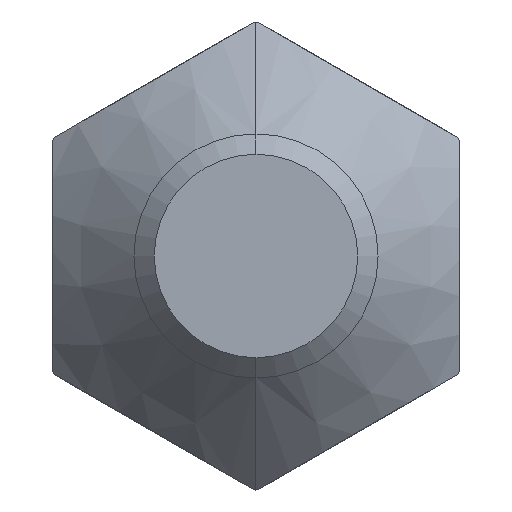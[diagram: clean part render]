
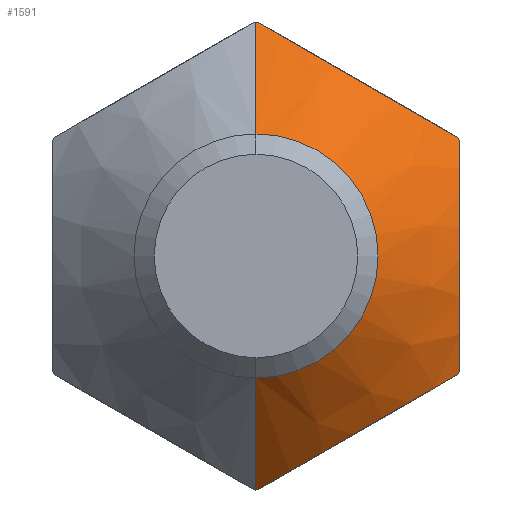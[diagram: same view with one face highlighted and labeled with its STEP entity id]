
A CAD part, front view. The second image highlights one B-rep face of the part: STEP entity #1591.
In plain terms, the highlighted conical face has half-angle 45 degrees and reference radius 5.75 mm.
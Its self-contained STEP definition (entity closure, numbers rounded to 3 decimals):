
#5 = CARTESIAN_POINT ( 'NONE',  ( 0., -87.25, 0. ) ) ;
#20 = VECTOR ( 'NONE', #1089, 1000. ) ;
#78 = CARTESIAN_POINT ( 'NONE',  ( 0.041, -87.25, -5.75 ) ) ;
#105 = CARTESIAN_POINT ( 'NONE',  ( 5., -88.001, 0.485 ) ) ;
#148 = CONICAL_SURFACE ( 'NONE', #467, 5.75, 0.785 ) ;
#180 = VERTEX_POINT ( 'NONE', #524 ) ;
#201 = DIRECTION ( 'NONE',  ( 0., 0., 1. ) ) ;
#218 = CARTESIAN_POINT ( 'NONE',  ( 0., -87.25, 0. ) ) ;
#251 = AXIS2_PLACEMENT_3D ( 'NONE', #5, #2974, #755 ) ;
#284 = CARTESIAN_POINT ( 'NONE',  ( 4.959, -87.25, 2.91 ) ) ;
#325 = CARTESIAN_POINT ( 'NONE',  ( 5., -87.25, 2.839 ) ) ;
#362 = EDGE_CURVE ( 'NONE', #2217, #1421, #2590, .T. ) ;
#454 = CARTESIAN_POINT ( 'NONE',  ( 4.959, -87.25, -2.91 ) ) ;
#467 = AXIS2_PLACEMENT_3D ( 'NONE', #2541, #3702, #201 ) ;
#472 = CARTESIAN_POINT ( 'NONE',  ( 5., -87.907, -0.997 ) ) ;
#487 = CARTESIAN_POINT ( 'NONE',  ( 5., -87.469, -2.395 ) ) ;
#524 = CARTESIAN_POINT ( 'NONE',  ( 0.041, -87.25, 5.75 ) ) ;
#547 = DIRECTION ( 'NONE',  ( 0., -1., 0. ) ) ;
#651 = VERTEX_POINT ( 'NONE', #454 ) ;
#661 = CARTESIAN_POINT ( 'NONE',  ( 4.181, -87.656, 3.36 ) ) ;
#722 = CARTESIAN_POINT ( 'NONE',  ( 3.57, -87.855, 3.712 ) ) ;
#755 = DIRECTION ( 'NONE',  ( 0., 0., 1. ) ) ;
#799 = EDGE_CURVE ( 'NONE', #1083, #1421, #5013, .T. ) ;
#834 = EDGE_CURVE ( 'NONE', #651, #1083, #3872, .T. ) ;
#911 = CARTESIAN_POINT ( 'NONE',  ( 0., -90., 0. ) ) ;
#915 = CARTESIAN_POINT ( 'NONE',  ( 2.277, -87.999, -4.459 ) ) ;
#927 = CARTESIAN_POINT ( 'NONE',  ( 2.92, -88.001, -4.088 ) ) ;
#956 = EDGE_CURVE ( 'NONE', #1743, #4315, #3561, .T. ) ;
#1022 = EDGE_CURVE ( 'NONE', #3630, #651, #3494, .T. ) ;
#1083 = VERTEX_POINT ( 'NONE', #3601 ) ;
#1089 = DIRECTION ( 'NONE',  ( 0., 0.707, 0.707 ) ) ;
#1092 = ORIENTED_EDGE ( 'NONE', *, *, #834, .T. ) ;
#1093 = CARTESIAN_POINT ( 'NONE',  ( 2.723, -87.999, 4.201 ) ) ;
#1101 = ORIENTED_EDGE ( 'NONE', *, *, #799, .T. ) ;
#1195 = ORIENTED_EDGE ( 'NONE', *, *, #362, .F. ) ;
#1230 = CARTESIAN_POINT ( 'NONE',  ( 0.041, -87.25, -5.75 ) ) ;
#1252 = CARTESIAN_POINT ( 'NONE',  ( 0.426, -87.469, -5.528 ) ) ;
#1263 = CARTESIAN_POINT ( 'NONE',  ( 5., -87.855, -1.236 ) ) ;
#1270 = CARTESIAN_POINT ( 'NONE',  ( 1.43, -87.855, -4.948 ) ) ;
#1272 = CARTESIAN_POINT ( 'NONE',  ( 0., -87.25, 0. ) ) ;
#1309 = CARTESIAN_POINT ( 'NONE',  ( 2.059, -87.98, -4.584 ) ) ;
#1421 = VERTEX_POINT ( 'NONE', #325 ) ;
#1456 = CARTESIAN_POINT ( 'NONE',  ( 0., -90., 3. ) ) ;
#1510 = ORIENTED_EDGE ( 'NONE', *, *, #2647, .T. ) ;
#1591 = ADVANCED_FACE ( 'NONE', ( #4765 ), #148, .T. ) ;
#1605 = VECTOR ( 'NONE', #2922, 1000. ) ;
#1635 = CARTESIAN_POINT ( 'NONE',  ( 3.342, -87.927, -3.844 ) ) ;
#1673 = ORIENTED_EDGE ( 'NONE', *, *, #1022, .T. ) ;
#1743 = VERTEX_POINT ( 'NONE', #3176 ) ;
#1764 = CARTESIAN_POINT ( 'NONE',  ( 0., -87.25, 0. ) ) ;
#1822 = CARTESIAN_POINT ( 'NONE',  ( 0.827, -87.66, 5.296 ) ) ;
#1836 = CARTESIAN_POINT ( 'NONE',  ( 1.658, -87.927, 4.816 ) ) ;
#1882 = CARTESIAN_POINT ( 'NONE',  ( 0., -87.25, 5.75 ) ) ;
#2058 = CARTESIAN_POINT ( 'NONE',  ( 4.572, -87.471, -3.134 ) ) ;
#2189 = AXIS2_PLACEMENT_3D ( 'NONE', #1764, #4110, #3325 ) ;
#2217 = VERTEX_POINT ( 'NONE', #3061 ) ;
#2225 = CARTESIAN_POINT ( 'NONE',  ( 2.08, -88.001, 4.573 ) ) ;
#2241 = CARTESIAN_POINT ( 'NONE',  ( 0.041, -87.25, 5.75 ) ) ;
#2402 = ORIENTED_EDGE ( 'NONE', *, *, #4013, .T. ) ;
#2541 = CARTESIAN_POINT ( 'NONE',  ( 0., -87.25, 0. ) ) ;
#2590 = CIRCLE ( 'NONE', #251, 5.75 ) ;
#2601 = CARTESIAN_POINT ( 'NONE',  ( 4.574, -87.469, 3.133 ) ) ;
#2628 = CARTESIAN_POINT ( 'NONE',  ( 3.363, -87.907, 3.832 ) ) ;
#2647 = EDGE_CURVE ( 'NONE', #3156, #1743, #3734, .T. ) ;
#2813 = CARTESIAN_POINT ( 'NONE',  ( 5., -87.98, -0.509 ) ) ;
#2833 = CARTESIAN_POINT ( 'NONE',  ( 5., -87.999, -0.258 ) ) ;
#2866 = VERTEX_POINT ( 'NONE', #4336 ) ;
#2922 = DIRECTION ( 'NONE',  ( 0., 0.707, -0.707 ) ) ;
#2947 = DIRECTION ( 'NONE',  ( 0., -1., 0. ) ) ;
#2956 = EDGE_LOOP ( 'NONE', ( #1510, #3218, #3764, #1673, #1092, #1101, #1195, #2402, #4945, #3627 ) ) ;
#2974 = DIRECTION ( 'NONE',  ( 0., 1., 0. ) ) ;
#2985 = EDGE_CURVE ( 'NONE', #3630, #4315, #4330, .T. ) ;
#3018 = EDGE_CURVE ( 'NONE', #180, #2866, #3417, .T. ) ;
#3030 = CARTESIAN_POINT ( 'NONE',  ( 2.941, -87.98, 4.076 ) ) ;
#3061 = CARTESIAN_POINT ( 'NONE',  ( 4.959, -87.25, 2.91 ) ) ;
#3120 = LINE ( 'NONE', #1882, #20 ) ;
#3156 = VERTEX_POINT ( 'NONE', #1456 ) ;
#3176 = CARTESIAN_POINT ( 'NONE',  ( 0., -90., -3. ) ) ;
#3203 = CARTESIAN_POINT ( 'NONE',  ( 5., -87.66, 1.932 ) ) ;
#3218 = ORIENTED_EDGE ( 'NONE', *, *, #956, .T. ) ;
#3220 = CARTESIAN_POINT ( 'NONE',  ( 5., -87.25, 2.839 ) ) ;
#3325 = DIRECTION ( 'NONE',  ( 0., 0., 1. ) ) ;
#3417 = CIRCLE ( 'NONE', #4442, 5.75 ) ;
#3494 = B_SPLINE_CURVE_WITH_KNOTS ( 'NONE', 3,
 ( #78, #1252, #4405, #1270, #4030, #1309, #915, #927, #1635, #4363, #2058, #3657 ),
 .UNSPECIFIED., .F., .F.,
 ( 4, 2, 2, 2, 2, 4 ),
 ( 0., 0.001, 0.002, 0.003, 0.004, 0.006 ),
 .UNSPECIFIED. ) ;
#3519 = AXIS2_PLACEMENT_3D ( 'NONE', #1272, #547, #4071 ) ;
#3561 = LINE ( 'NONE', #3710, #1605 ) ;
#3594 = CARTESIAN_POINT ( 'NONE',  ( 5., -87.471, 2.393 ) ) ;
#3601 = CARTESIAN_POINT ( 'NONE',  ( 5., -87.25, -2.839 ) ) ;
#3610 = CARTESIAN_POINT ( 'NONE',  ( 5., -87.25, -2.839 ) ) ;
#3627 = ORIENTED_EDGE ( 'NONE', *, *, #3977, .F. ) ;
#3630 = VERTEX_POINT ( 'NONE', #1230 ) ;
#3657 = CARTESIAN_POINT ( 'NONE',  ( 4.959, -87.25, -2.91 ) ) ;
#3702 = DIRECTION ( 'NONE',  ( 0., 1., 0. ) ) ;
#3710 = CARTESIAN_POINT ( 'NONE',  ( 0., -87.25, -5.75 ) ) ;
#3734 = CIRCLE ( 'NONE', #4540, 3. ) ;
#3764 = ORIENTED_EDGE ( 'NONE', *, *, #2985, .F. ) ;
#3872 = CIRCLE ( 'NONE', #3519, 5.75 ) ;
#3921 = B_SPLINE_CURVE_WITH_KNOTS ( 'NONE', 3,
 ( #284, #2601, #661, #722, #2628, #3030, #1093, #2225, #1836, #1822, #4548, #2241 ),
 .UNSPECIFIED., .F., .F.,
 ( 4, 2, 2, 2, 2, 4 ),
 ( 0., 0.001, 0.002, 0.003, 0.004, 0.006 ),
 .UNSPECIFIED. ) ;
#3969 = CARTESIAN_POINT ( 'NONE',  ( 0., -87.25, -5.75 ) ) ;
#3977 = EDGE_CURVE ( 'NONE', #3156, #2866, #3120, .T. ) ;
#4013 = EDGE_CURVE ( 'NONE', #2217, #180, #3921, .T. ) ;
#4014 = DIRECTION ( 'NONE',  ( 0., 1., 0. ) ) ;
#4030 = CARTESIAN_POINT ( 'NONE',  ( 1.637, -87.907, -4.828 ) ) ;
#4043 = DIRECTION ( 'NONE',  ( 0., 0., -1. ) ) ;
#4071 = DIRECTION ( 'NONE',  ( 0., 0., -1. ) ) ;
#4110 = DIRECTION ( 'NONE',  ( 0., 1., 0. ) ) ;
#4129 = DIRECTION ( 'NONE',  ( 0., 0., -1. ) ) ;
#4315 = VERTEX_POINT ( 'NONE', #3969 ) ;
#4330 = CIRCLE ( 'NONE', #2189, 5.75 ) ;
#4336 = CARTESIAN_POINT ( 'NONE',  ( 0., -87.25, 5.75 ) ) ;
#4363 = CARTESIAN_POINT ( 'NONE',  ( 4.173, -87.66, -3.364 ) ) ;
#4368 = CARTESIAN_POINT ( 'NONE',  ( 5., -87.656, -1.941 ) ) ;
#4405 = CARTESIAN_POINT ( 'NONE',  ( 0.819, -87.656, -5.301 ) ) ;
#4442 = AXIS2_PLACEMENT_3D ( 'NONE', #218, #2947, #4129 ) ;
#4540 = AXIS2_PLACEMENT_3D ( 'NONE', #911, #4014, #4043 ) ;
#4548 = CARTESIAN_POINT ( 'NONE',  ( 0.428, -87.471, 5.526 ) ) ;
#4750 = CARTESIAN_POINT ( 'NONE',  ( 5., -87.927, 0.972 ) ) ;
#4765 = FACE_OUTER_BOUND ( 'NONE', #2956, .T. ) ;
#4945 = ORIENTED_EDGE ( 'NONE', *, *, #3018, .T. ) ;
#5013 = B_SPLINE_CURVE_WITH_KNOTS ( 'NONE', 3,
 ( #3610, #487, #4368, #1263, #472, #2813, #2833, #105, #4750, #3203, #3594, #3220 ),
 .UNSPECIFIED., .F., .F.,
 ( 4, 2, 2, 2, 2, 4 ),
 ( 0., 0.001, 0.002, 0.003, 0.004, 0.006 ),
 .UNSPECIFIED. ) ;
